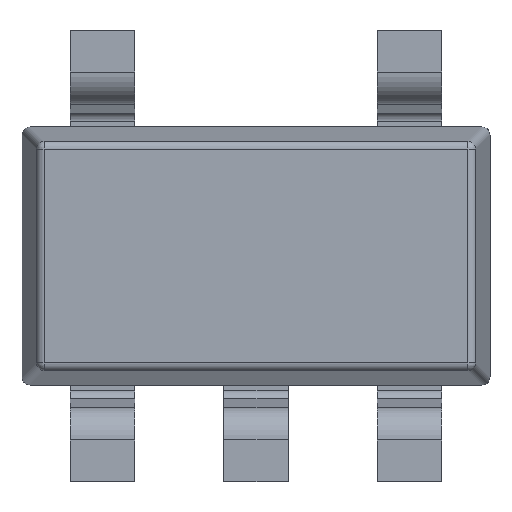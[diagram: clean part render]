
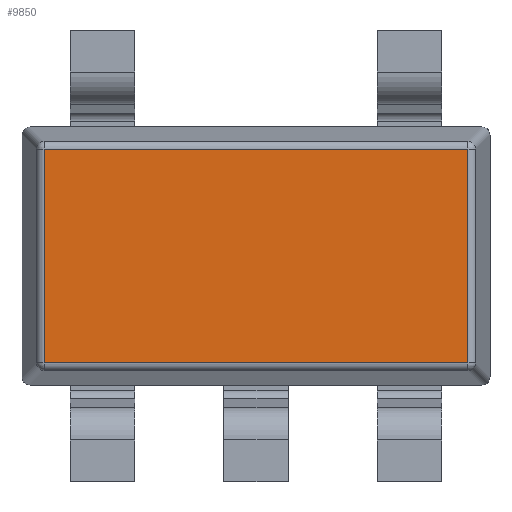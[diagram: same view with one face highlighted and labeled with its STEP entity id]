
A CAD part, front view. The second image highlights one B-rep face of the part: STEP entity #9850.
In plain terms, the highlighted planar face has unit normal (0, -1, 0).
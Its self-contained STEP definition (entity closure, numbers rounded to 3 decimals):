
#130 = EDGE_CURVE ( 'NONE', #10277, #6815, #1773, .T. ) ;
#270 = CARTESIAN_POINT ( 'NONE',  ( -1.311, -0.55, -0.703 ) ) ;
#538 = CARTESIAN_POINT ( 'NONE',  ( -1.353, -0.55, 0.661 ) ) ;
#646 = DIRECTION ( 'NONE',  ( 1., 0., 0. ) ) ;
#654 = VERTEX_POINT ( 'NONE', #5567 ) ;
#711 = CARTESIAN_POINT ( 'NONE',  ( 0., -0.55, 0. ) ) ;
#1035 = VECTOR ( 'NONE', #1658, 1000. ) ;
#1520 = EDGE_LOOP ( 'NONE', ( #6175, #6759, #8018, #4458 ) ) ;
#1658 = DIRECTION ( 'NONE',  ( 0., 0., 1. ) ) ;
#1664 = AXIS2_PLACEMENT_3D ( 'NONE', #711, #7818, #10378 ) ;
#1773 = LINE ( 'NONE', #270, #4982 ) ;
#2691 = CARTESIAN_POINT ( 'NONE',  ( 1.311, -0.55, 0.661 ) ) ;
#2936 = FACE_OUTER_BOUND ( 'NONE', #1520, .T. ) ;
#3097 = PLANE ( 'NONE',  #1664 ) ;
#3787 = DIRECTION ( 'NONE',  ( -1., 0., 0. ) ) ;
#3908 = VECTOR ( 'NONE', #646, 1000. ) ;
#4132 = CARTESIAN_POINT ( 'NONE',  ( -1.311, -0.55, 0.661 ) ) ;
#4458 = ORIENTED_EDGE ( 'NONE', *, *, #130, .T. ) ;
#4569 = LINE ( 'NONE', #538, #5262 ) ;
#4862 = CARTESIAN_POINT ( 'NONE',  ( -1.311, -0.55, -0.661 ) ) ;
#4982 = VECTOR ( 'NONE', #6528, 1000. ) ;
#5044 = CARTESIAN_POINT ( 'NONE',  ( 1.311, -0.55, 0.703 ) ) ;
#5262 = VECTOR ( 'NONE', #3787, 1000. ) ;
#5567 = CARTESIAN_POINT ( 'NONE',  ( 1.311, -0.55, -0.661 ) ) ;
#5578 = LINE ( 'NONE', #8795, #3908 ) ;
#6175 = ORIENTED_EDGE ( 'NONE', *, *, #9408, .T. ) ;
#6528 = DIRECTION ( 'NONE',  ( 0., 0., -1. ) ) ;
#6532 = LINE ( 'NONE', #5044, #1035 ) ;
#6759 = ORIENTED_EDGE ( 'NONE', *, *, #8369, .T. ) ;
#6815 = VERTEX_POINT ( 'NONE', #4862 ) ;
#7818 = DIRECTION ( 'NONE',  ( 0., 1., 0. ) ) ;
#8018 = ORIENTED_EDGE ( 'NONE', *, *, #9455, .T. ) ;
#8369 = EDGE_CURVE ( 'NONE', #654, #8629, #6532, .T. ) ;
#8629 = VERTEX_POINT ( 'NONE', #2691 ) ;
#8795 = CARTESIAN_POINT ( 'NONE',  ( 1.353, -0.55, -0.661 ) ) ;
#9408 = EDGE_CURVE ( 'NONE', #6815, #654, #5578, .T. ) ;
#9455 = EDGE_CURVE ( 'NONE', #8629, #10277, #4569, .T. ) ;
#9850 = ADVANCED_FACE ( 'NONE', ( #2936 ), #3097, .F. ) ;
#10277 = VERTEX_POINT ( 'NONE', #4132 ) ;
#10378 = DIRECTION ( 'NONE',  ( 1., 0., 0. ) ) ;
